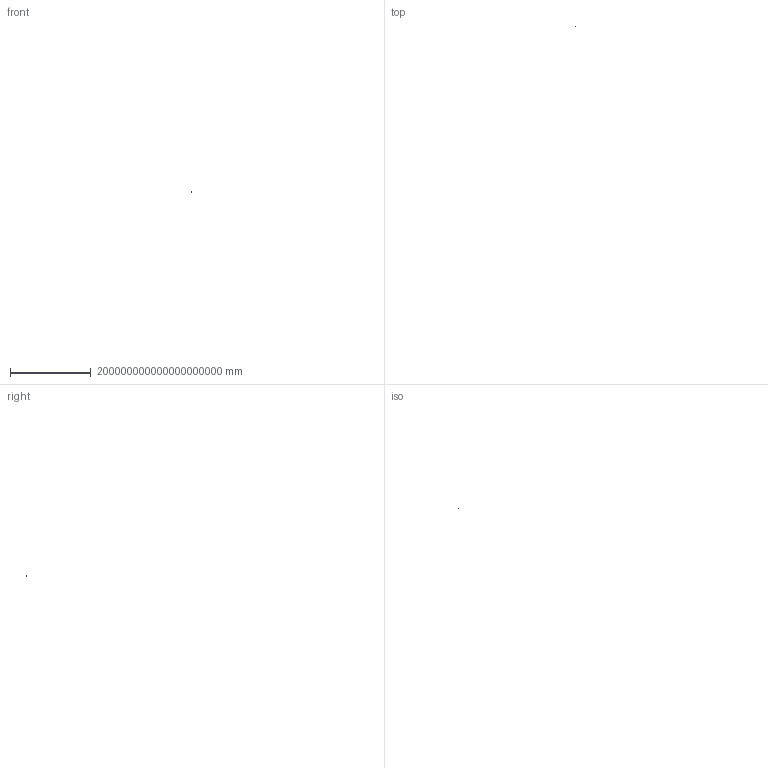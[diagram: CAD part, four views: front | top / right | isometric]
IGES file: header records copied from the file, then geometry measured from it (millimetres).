
Start section: SolidWorks IGES file using analytic representation for surfaces
Global section: file name: 6220.IGS; native system: SolidWorks 2010; preprocessor: SolidWorks 2010; author: 499990.; organization: martinb; date: 125.; units: millimetre
Bounding box: 7200121960.62 x 822589883919187574784 x 1703076191.55 mm (x, y, z)
Topology: 0 solids, 0 shells, 60 faces, 335 edges, 338 vertices
Faces by surface type: bspline 53, revolution 7
